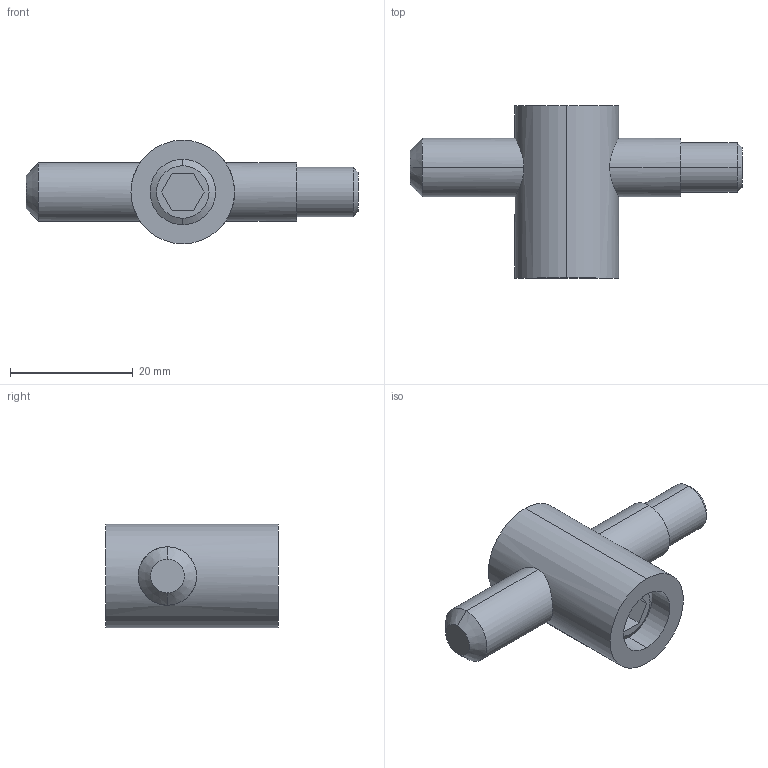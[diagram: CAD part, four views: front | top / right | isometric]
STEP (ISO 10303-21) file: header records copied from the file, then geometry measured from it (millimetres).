
FILE_DESCRIPTION (( 'STEP AP214' ), '1' );
FILE_NAME ('-6121130', '2019-02-04T09:21:29', ( '' ), ('JUGARD+KÜNSTNER GmbH'), 'SwSTEP 2.0', 'SolidWorks 2017', '' );
FILE_SCHEMA (( 'AUTOMOTIVE_DESIGN' ));
Length unit declared in the file: millimetre
Products named in the file (1): -6121130_CNAJF00
Bounding box: 54 x 28 x 16.85 mm (x, y, z)
Volume: 8084.7 mm3; surface area: 3305.3 mm2
Topology: 1 solids, 2 shells, 32 faces, 66 edges, 41 vertices
Faces by surface type: plane 14, cylinder 10, cone 8
Entity records: 1002 total; most frequent: CARTESIAN_POINT 284, DIRECTION 150, ORIENTED_EDGE 128, EDGE_CURVE 64, AXIS2_PLACEMENT_3D 57, VERTEX_POINT 41, EDGE_LOOP 37, LINE 36
